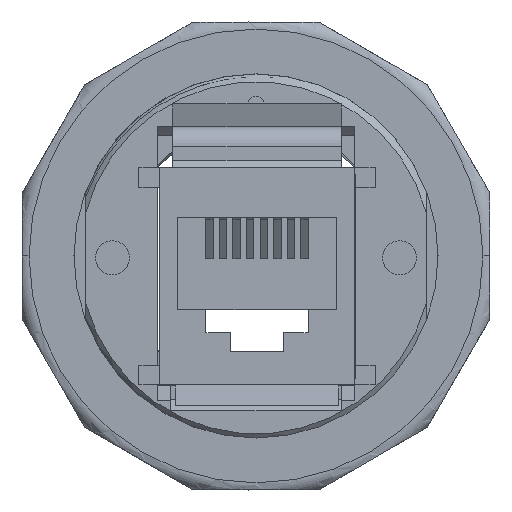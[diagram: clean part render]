
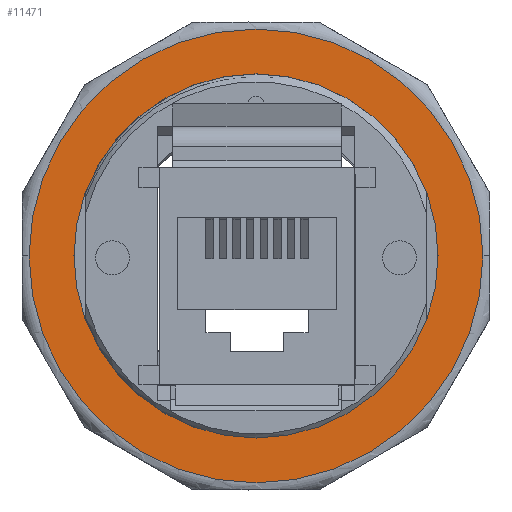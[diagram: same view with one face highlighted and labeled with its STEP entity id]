
A CAD part, top view. The second image highlights one B-rep face of the part: STEP entity #11471.
In plain terms, the highlighted planar face has unit normal (0, 0, 1).
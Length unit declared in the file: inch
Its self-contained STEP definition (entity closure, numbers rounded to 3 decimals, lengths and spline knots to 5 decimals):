
#122 = VERTEX_POINT ( 'NONE', #32201 ) ;
#159 = EDGE_CURVE ( 'NONE', #122, #52550, #17470, .T. ) ;
#3640 = CARTESIAN_POINT ( 'NONE',  ( 0.535, 0., 0. ) ) ;
#8006 = EDGE_CURVE ( 'NONE', #51210, #22880, #14822, .T. ) ;
#11370 = EDGE_LOOP ( 'NONE', ( #11406, #33107 ) ) ;
#11406 = ORIENTED_EDGE ( 'NONE', *, *, #33137, .F. ) ;
#11459 = EDGE_CURVE ( 'NONE', #52550, #122, #30200, .T. ) ;
#11471 = ADVANCED_FACE ( 'NONE', ( #30177, #30257 ), #30311, .F. ) ;
#11811 = EDGE_LOOP ( 'NONE', ( #11927, #33111 ) ) ;
#11927 = ORIENTED_EDGE ( 'NONE', *, *, #159, .T. ) ;
#14822 = CIRCLE ( 'NONE', #14852, 0.535 ) ;
#14852 = AXIS2_PLACEMENT_3D ( 'NONE', #14882, #14925, #14924 ) ;
#14882 = CARTESIAN_POINT ( 'NONE',  ( 0., 0., 0. ) ) ;
#14924 = DIRECTION ( 'NONE',  ( 1., 0., 0. ) ) ;
#14925 = DIRECTION ( 'NONE',  ( 0., 0., 1. ) ) ;
#17470 = CIRCLE ( 'NONE', #25405, 0.66675 ) ;
#22880 = VERTEX_POINT ( 'NONE', #3640 ) ;
#24512 = DIRECTION ( 'NONE',  ( 1., 0., 0. ) ) ;
#25405 = AXIS2_PLACEMENT_3D ( 'NONE', #25419, #25417, #24512 ) ;
#25417 = DIRECTION ( 'NONE',  ( 0., 0., 1. ) ) ;
#25419 = CARTESIAN_POINT ( 'NONE',  ( 0., 0., 0. ) ) ;
#30177 = FACE_OUTER_BOUND ( 'NONE', #11811, .T. ) ;
#30200 = CIRCLE ( 'NONE', #30223, 0.66675 ) ;
#30223 = AXIS2_PLACEMENT_3D ( 'NONE', #30275, #30271, #30269 ) ;
#30257 = FACE_BOUND ( 'NONE', #11370, .T. ) ;
#30269 = DIRECTION ( 'NONE',  ( 1., 0., 0. ) ) ;
#30271 = DIRECTION ( 'NONE',  ( 0., 0., 1. ) ) ;
#30275 = CARTESIAN_POINT ( 'NONE',  ( 0., 0., 0. ) ) ;
#30307 = DIRECTION ( 'NONE',  ( -1., 0., 0. ) ) ;
#30308 = DIRECTION ( 'NONE',  ( 0., 0., -1. ) ) ;
#30309 = CARTESIAN_POINT ( 'NONE',  ( -0.25164, -0.93914, 0. ) ) ;
#30310 = AXIS2_PLACEMENT_3D ( 'NONE', #30309, #30308, #30307 ) ;
#30311 = PLANE ( 'NONE',  #30310 ) ;
#32201 = CARTESIAN_POINT ( 'NONE',  ( 0.66675, 0., 0. ) ) ;
#33107 = ORIENTED_EDGE ( 'NONE', *, *, #8006, .F. ) ;
#33111 = ORIENTED_EDGE ( 'NONE', *, *, #11459, .T. ) ;
#33137 = EDGE_CURVE ( 'NONE', #22880, #51210, #48356, .T. ) ;
#40860 = CARTESIAN_POINT ( 'NONE',  ( -0.535, 0., 0. ) ) ;
#43051 = CARTESIAN_POINT ( 'NONE',  ( -0.66675, 0., 0. ) ) ;
#48356 = CIRCLE ( 'NONE', #48412, 0.535 ) ;
#48363 = CARTESIAN_POINT ( 'NONE',  ( 0., 0., 0. ) ) ;
#48410 = DIRECTION ( 'NONE',  ( 1., 0., 0. ) ) ;
#48411 = DIRECTION ( 'NONE',  ( 0., 0., 1. ) ) ;
#48412 = AXIS2_PLACEMENT_3D ( 'NONE', #48363, #48411, #48410 ) ;
#51210 = VERTEX_POINT ( 'NONE', #40860 ) ;
#52550 = VERTEX_POINT ( 'NONE', #43051 ) ;
